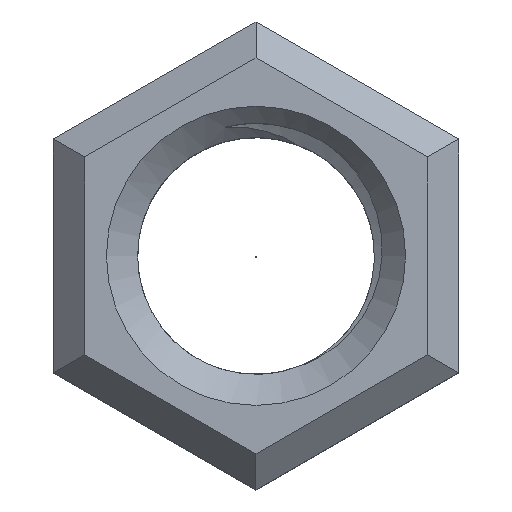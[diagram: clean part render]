
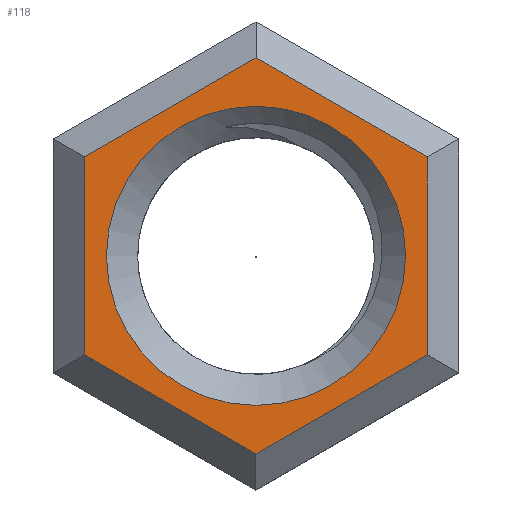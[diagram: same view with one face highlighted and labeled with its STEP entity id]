
A CAD part, top view. The second image highlights one B-rep face of the part: STEP entity #118.
In plain terms, the highlighted planar face has unit normal (0, 0, 1).
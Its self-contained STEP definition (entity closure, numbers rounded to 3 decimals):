
#118=ADVANCED_FACE('',(#863,#865),#867,.T.);
#863=FACE_BOUND('',#864,.T.);
#864=EDGE_LOOP('',(#2361,#2362,#2363,#2364,#2365,#2366));
#865=FACE_BOUND('',#866,.T.);
#866=EDGE_LOOP('',(#2367));
#867=PLANE('',#868);
#868=AXIS2_PLACEMENT_3D('',#869,#870,#871);
#869=CARTESIAN_POINT('',(0.,0.,6.));
#870=DIRECTION('',(0.,0.,1.));
#871=DIRECTION('',(-1.,0.,0.));
#2361=ORIENTED_EDGE('',*,*,#2493,.T.);
#2362=ORIENTED_EDGE('',*,*,#2494,.T.);
#2363=ORIENTED_EDGE('',*,*,#2495,.T.);
#2364=ORIENTED_EDGE('',*,*,#2496,.T.);
#2365=ORIENTED_EDGE('',*,*,#2497,.T.);
#2366=ORIENTED_EDGE('',*,*,#2498,.T.);
#2367=ORIENTED_EDGE('',*,*,#2478,.T.);
#2478=EDGE_CURVE('',#2551,#2551,#2552,.F.);
#2493=EDGE_CURVE('',#2577,#2578,#2579,.T.);
#2494=EDGE_CURVE('',#2578,#2580,#2581,.T.);
#2495=EDGE_CURVE('',#2580,#2582,#2583,.T.);
#2496=EDGE_CURVE('',#2582,#2584,#2585,.T.);
#2497=EDGE_CURVE('',#2584,#2586,#2587,.T.);
#2498=EDGE_CURVE('',#2586,#2577,#2588,.T.);
#2551=VERTEX_POINT('',#2701);
#2552=CIRCLE('',#2702,4.8);
#2577=VERTEX_POINT('',#3245);
#2578=VERTEX_POINT('',#3246);
#2579=LINE('',#3247,#3248);
#2580=VERTEX_POINT('',#3250);
#2581=LINE('',#3251,#3252);
#2582=VERTEX_POINT('',#3254);
#2583=LINE('',#3255,#3256);
#2584=VERTEX_POINT('',#3258);
#2585=LINE('',#3259,#3260);
#2586=VERTEX_POINT('',#3262);
#2587=LINE('',#3263,#3264);
#2588=LINE('',#3266,#3267);
#2701=CARTESIAN_POINT('',(-4.8,0.,6.));
#2702=AXIS2_PLACEMENT_3D('',#2703,#2704,#2705);
#2703=CARTESIAN_POINT('',(0.,0.,6.));
#2704=DIRECTION('',(0.,0.,1.));
#2705=DIRECTION('',(-1.,0.,0.));
#3245=CARTESIAN_POINT('',(0.,-6.351,6.));
#3246=CARTESIAN_POINT('',(5.5,-3.175,6.));
#3247=CARTESIAN_POINT('',(0.,-6.351,6.));
#3248=VECTOR('',#3249,1.);
#3249=DIRECTION('',(0.866,0.5,0.));
#3250=CARTESIAN_POINT('',(5.5,3.175,6.));
#3251=CARTESIAN_POINT('',(5.5,-3.175,6.));
#3252=VECTOR('',#3253,1.);
#3253=DIRECTION('',(0.,1.,0.));
#3254=CARTESIAN_POINT('',(0.,6.351,6.));
#3255=CARTESIAN_POINT('',(5.5,3.175,6.));
#3256=VECTOR('',#3257,1.);
#3257=DIRECTION('',(-0.866,0.5,0.));
#3258=CARTESIAN_POINT('',(-5.5,3.175,6.));
#3259=CARTESIAN_POINT('',(0.,6.351,6.));
#3260=VECTOR('',#3261,1.);
#3261=DIRECTION('',(-0.866,-0.5,0.));
#3262=CARTESIAN_POINT('',(-5.5,-3.175,6.));
#3263=CARTESIAN_POINT('',(-5.5,3.175,6.));
#3264=VECTOR('',#3265,1.);
#3265=DIRECTION('',(0.,-1.,0.));
#3266=CARTESIAN_POINT('',(-5.5,-3.175,6.));
#3267=VECTOR('',#3268,1.);
#3268=DIRECTION('',(0.866,-0.5,0.));
